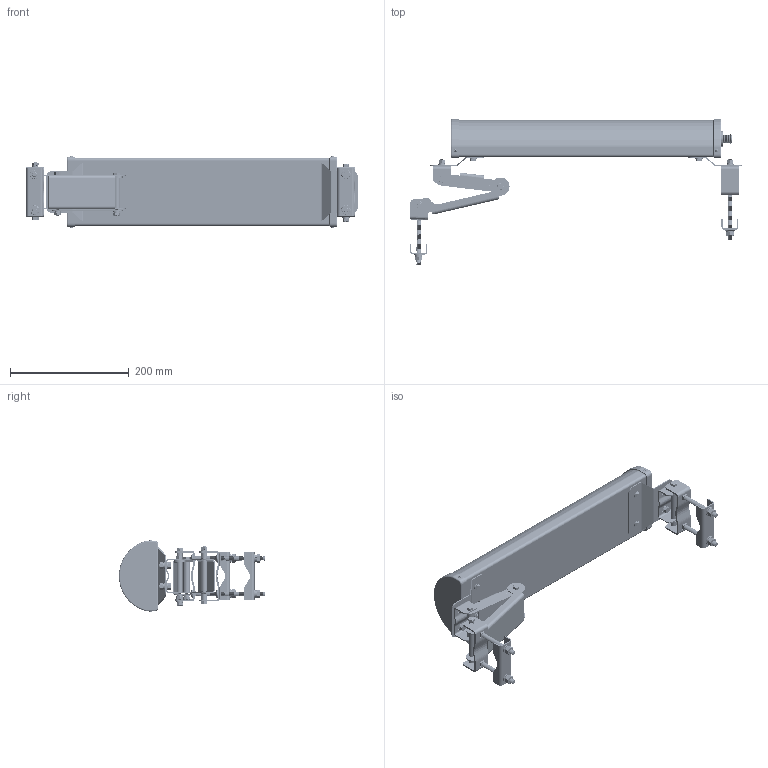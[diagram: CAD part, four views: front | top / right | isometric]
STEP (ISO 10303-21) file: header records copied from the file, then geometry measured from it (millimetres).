
FILE_DESCRIPTION (( 'STEP AP214' ), '1' );
FILE_NAME ('HG5158-16XP-090.STEP', '2014-05-05T20:08:04', ( 'L-Com' ), ( 'L-Com Global Connectivity' ), 'SwSTEP 2.0', 'SolidWorks 2014', '' );
FILE_SCHEMA (( 'AUTOMOTIVE_DESIGN' ));
Length unit declared in the file: inch
Products named in the file (7): HG5158-16XP-090_ExtentionBracket-4; HG5158-16XP-090_ExtentionBracket-3; HG5158-16XP-090_ExtentionBracket-2; HG5158-16XP-090_ExtentionBracket-1; HG5158-16XP-090_Bracket; HG5158-16XP-090
Assembly tree (9 placements, depth 2):
  HG5158-16XP-090
    HG5158-16XP-090
    HG5158-16XP-090_Bracket  x2
    HG5158-16XP-090_ExtentionBracket-1
    HG5158-16XP-090_ExtentionBracket-2
    HG5158-16XP-090_ExtentionBracket-3  x2
    HG5158-16XP-090_ExtentionBracket-4  x2
Bounding box: 559.4 x 246.3 x 121.96 mm (x, y, z)
Volume: 2813323.3 mm3; surface area: 338025.3 mm2
Topology: 11 solids, 15 shells, 5523 faces, 11786 edges, 6430 vertices
Faces by surface type: cone 4128, plane 773, cylinder 429, torus 161, bspline 32
Entity records: 125749 total; most frequent: CARTESIAN_POINT 20700, DIRECTION 18218, ORIENTED_EDGE 15540, EDGE_CURVE 7770, AXIS2_PLACEMENT_3D 7126, VERTEX_POINT 4264, LINE 3966, VECTOR 3966
